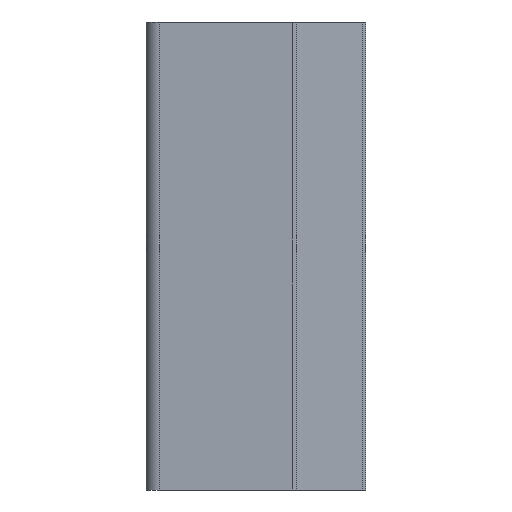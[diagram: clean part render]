
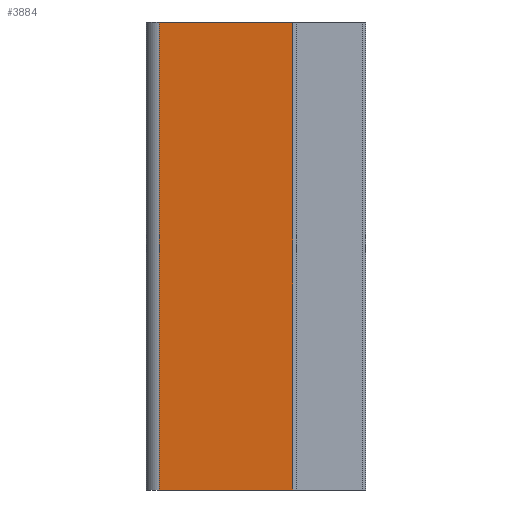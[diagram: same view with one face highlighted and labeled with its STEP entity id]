
A CAD part, left-side view. The second image highlights one B-rep face of the part: STEP entity #3884.
In plain terms, the highlighted planar face has unit normal (-0.995, 0.1, 0).
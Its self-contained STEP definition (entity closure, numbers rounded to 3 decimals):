
#1896 = VECTOR ( 'NONE', #17515, 1000. ) ;
#2542 = CARTESIAN_POINT ( 'NONE',  ( -1.029, -0.161, -0.8 ) ) ;
#3884 = ADVANCED_FACE ( 'NONE', ( #18200 ), #18891, .T. ) ;
#3943 = EDGE_CURVE ( 'NONE', #21398, #15840, #10687, .T. ) ;
#4064 = CARTESIAN_POINT ( 'NONE',  ( -1.029, -0.161, 0.8 ) ) ;
#4716 = VERTEX_POINT ( 'NONE', #13935 ) ;
#5712 = DIRECTION ( 'NONE',  ( -0.1, -0.995, 0. ) ) ;
#6394 = ORIENTED_EDGE ( 'NONE', *, *, #16793, .F. ) ;
#6524 = VECTOR ( 'NONE', #14715, 1000. ) ;
#7363 = ORIENTED_EDGE ( 'NONE', *, *, #11371, .F. ) ;
#7576 = ORIENTED_EDGE ( 'NONE', *, *, #3943, .T. ) ;
#8699 = VERTEX_POINT ( 'NONE', #16038 ) ;
#9102 = CARTESIAN_POINT ( 'NONE',  ( -0.955, 0.58, 0.8 ) ) ;
#9318 = DIRECTION ( 'NONE',  ( 0., 0., -1. ) ) ;
#9329 = EDGE_CURVE ( 'NONE', #15840, #8699, #19713, .T. ) ;
#9548 = AXIS2_PLACEMENT_3D ( 'NONE', #4064, #15631, #5712 ) ;
#9793 = EDGE_LOOP ( 'NONE', ( #7576, #13474, #7363, #6394 ) ) ;
#10624 = DIRECTION ( 'NONE',  ( 0.1, 0.995, 0. ) ) ;
#10687 = LINE ( 'NONE', #10768, #1896 ) ;
#10768 = CARTESIAN_POINT ( 'NONE',  ( -1.029, -0.161, 0.8 ) ) ;
#11288 = CARTESIAN_POINT ( 'NONE',  ( -0.955, 0.58, 0.8 ) ) ;
#11371 = EDGE_CURVE ( 'NONE', #4716, #8699, #12712, .T. ) ;
#12611 = LINE ( 'NONE', #19158, #17060 ) ;
#12712 = LINE ( 'NONE', #2542, #16615 ) ;
#13474 = ORIENTED_EDGE ( 'NONE', *, *, #9329, .T. ) ;
#13935 = CARTESIAN_POINT ( 'NONE',  ( -1., 0.125, -0.8 ) ) ;
#14715 = DIRECTION ( 'NONE',  ( 0., 0., -1. ) ) ;
#15631 = DIRECTION ( 'NONE',  ( -0.995, 0.1, 0. ) ) ;
#15840 = VERTEX_POINT ( 'NONE', #9102 ) ;
#16038 = CARTESIAN_POINT ( 'NONE',  ( -0.955, 0.58, -0.8 ) ) ;
#16615 = VECTOR ( 'NONE', #10624, 1000. ) ;
#16793 = EDGE_CURVE ( 'NONE', #21398, #4716, #12611, .T. ) ;
#17060 = VECTOR ( 'NONE', #9318, 1000. ) ;
#17077 = CARTESIAN_POINT ( 'NONE',  ( -1., 0.125, 0.8 ) ) ;
#17515 = DIRECTION ( 'NONE',  ( 0.1, 0.995, 0. ) ) ;
#18200 = FACE_OUTER_BOUND ( 'NONE', #9793, .T. ) ;
#18891 = PLANE ( 'NONE',  #9548 ) ;
#19158 = CARTESIAN_POINT ( 'NONE',  ( -1., 0.125, 0.8 ) ) ;
#19713 = LINE ( 'NONE', #11288, #6524 ) ;
#21398 = VERTEX_POINT ( 'NONE', #17077 ) ;
